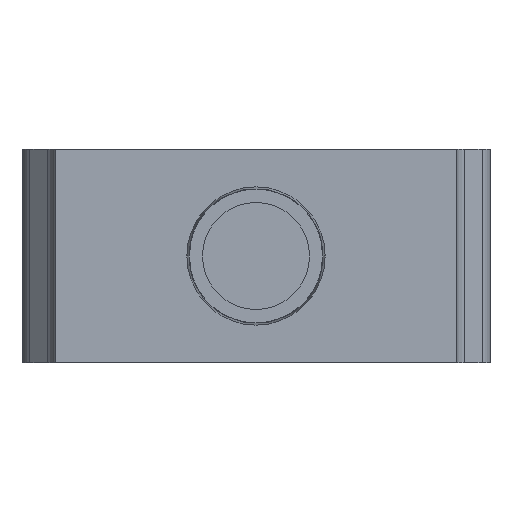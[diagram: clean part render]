
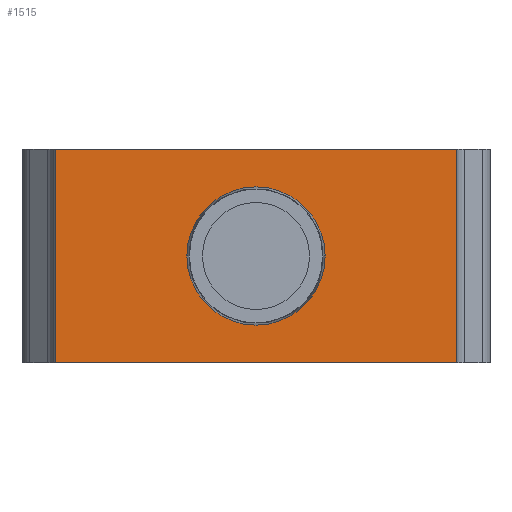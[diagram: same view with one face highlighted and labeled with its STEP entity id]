
A CAD part, front view. The second image highlights one B-rep face of the part: STEP entity #1515.
In plain terms, the highlighted planar face has unit normal (0, -1, 0).
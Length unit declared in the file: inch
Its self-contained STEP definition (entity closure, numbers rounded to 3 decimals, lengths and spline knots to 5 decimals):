
#10 = LINE ( 'NONE', #1216, #4002 ) ;
#92 = CARTESIAN_POINT ( 'NONE',  ( 0.20359, -1.5748, 0.31496 ) ) ;
#166 = DIRECTION ( 'NONE',  ( 0., 0., 1. ) ) ;
#186 = CIRCLE ( 'NONE', #3090, 0.20359 ) ;
#222 = DIRECTION ( 'NONE',  ( 0., -1., 0. ) ) ;
#554 = DIRECTION ( 'NONE',  ( 0., 1., 0. ) ) ;
#628 = CARTESIAN_POINT ( 'NONE',  ( -0.68898, -1.5748, 0. ) ) ;
#651 = EDGE_CURVE ( 'NONE', #1041, #2204, #1070, .T. ) ;
#685 = CARTESIAN_POINT ( 'NONE',  ( -0.20359, -1.5748, 0.31496 ) ) ;
#699 = CARTESIAN_POINT ( 'NONE',  ( -0.59055, -1.5748, 0. ) ) ;
#787 = DIRECTION ( 'NONE',  ( 0., 0., -1. ) ) ;
#795 = EDGE_LOOP ( 'NONE', ( #2526, #1611, #3876, #1774 ) ) ;
#806 = FACE_BOUND ( 'NONE', #2723, .T. ) ;
#907 = DIRECTION ( 'NONE',  ( -1., 0., 0. ) ) ;
#969 = LINE ( 'NONE', #628, #1451 ) ;
#973 = EDGE_CURVE ( 'NONE', #1293, #1041, #10, .T. ) ;
#1041 = VERTEX_POINT ( 'NONE', #3202 ) ;
#1070 = LINE ( 'NONE', #2073, #1189 ) ;
#1105 = DIRECTION ( 'NONE',  ( -1., 0., 0. ) ) ;
#1110 = DIRECTION ( 'NONE',  ( 0., 1., 0. ) ) ;
#1116 = CARTESIAN_POINT ( 'NONE',  ( 0., -1.5748, 0.31496 ) ) ;
#1130 = CARTESIAN_POINT ( 'NONE',  ( 0.59055, -1.5748, 0.05906 ) ) ;
#1159 = EDGE_CURVE ( 'NONE', #2494, #1333, #186, .T. ) ;
#1189 = VECTOR ( 'NONE', #1105, 39.37008 ) ;
#1216 = CARTESIAN_POINT ( 'NONE',  ( 0.59055, -1.5748, 0.05906 ) ) ;
#1293 = VERTEX_POINT ( 'NONE', #1459 ) ;
#1333 = VERTEX_POINT ( 'NONE', #92 ) ;
#1387 = VERTEX_POINT ( 'NONE', #699 ) ;
#1391 = DIRECTION ( 'NONE',  ( 0., 0., 1. ) ) ;
#1451 = VECTOR ( 'NONE', #907, 39.37008 ) ;
#1459 = CARTESIAN_POINT ( 'NONE',  ( 0.59055, -1.5748, 0. ) ) ;
#1515 = ADVANCED_FACE ( 'NONE', ( #3584, #806 ), #2337, .T. ) ;
#1611 = ORIENTED_EDGE ( 'NONE', *, *, #651, .T. ) ;
#1774 = ORIENTED_EDGE ( 'NONE', *, *, #3583, .F. ) ;
#1940 = ORIENTED_EDGE ( 'NONE', *, *, #2541, .T. ) ;
#1994 = AXIS2_PLACEMENT_3D ( 'NONE', #1116, #554, #1391 ) ;
#2073 = CARTESIAN_POINT ( 'NONE',  ( 0.59055, -1.5748, 0.62992 ) ) ;
#2204 = VERTEX_POINT ( 'NONE', #3077 ) ;
#2207 = DIRECTION ( 'NONE',  ( 0., 0., 1. ) ) ;
#2257 = CIRCLE ( 'NONE', #1994, 0.20359 ) ;
#2310 = AXIS2_PLACEMENT_3D ( 'NONE', #1130, #222, #787 ) ;
#2337 = PLANE ( 'NONE',  #2310 ) ;
#2464 = DIRECTION ( 'NONE',  ( 0., 0., 1. ) ) ;
#2494 = VERTEX_POINT ( 'NONE', #685 ) ;
#2526 = ORIENTED_EDGE ( 'NONE', *, *, #973, .T. ) ;
#2541 = EDGE_CURVE ( 'NONE', #1333, #2494, #2257, .T. ) ;
#2723 = EDGE_LOOP ( 'NONE', ( #1940, #3586 ) ) ;
#2843 = CARTESIAN_POINT ( 'NONE',  ( -0.59055, -1.5748, 0. ) ) ;
#2968 = CARTESIAN_POINT ( 'NONE',  ( 0., -1.5748, 0.31496 ) ) ;
#3077 = CARTESIAN_POINT ( 'NONE',  ( -0.59055, -1.5748, 0.62992 ) ) ;
#3089 = LINE ( 'NONE', #2843, #3407 ) ;
#3090 = AXIS2_PLACEMENT_3D ( 'NONE', #2968, #1110, #166 ) ;
#3202 = CARTESIAN_POINT ( 'NONE',  ( 0.59055, -1.5748, 0.62992 ) ) ;
#3407 = VECTOR ( 'NONE', #2207, 39.37008 ) ;
#3583 = EDGE_CURVE ( 'NONE', #1293, #1387, #969, .T. ) ;
#3584 = FACE_OUTER_BOUND ( 'NONE', #795, .T. ) ;
#3586 = ORIENTED_EDGE ( 'NONE', *, *, #1159, .T. ) ;
#3684 = EDGE_CURVE ( 'NONE', #1387, #2204, #3089, .T. ) ;
#3876 = ORIENTED_EDGE ( 'NONE', *, *, #3684, .F. ) ;
#4002 = VECTOR ( 'NONE', #2464, 39.37008 ) ;
